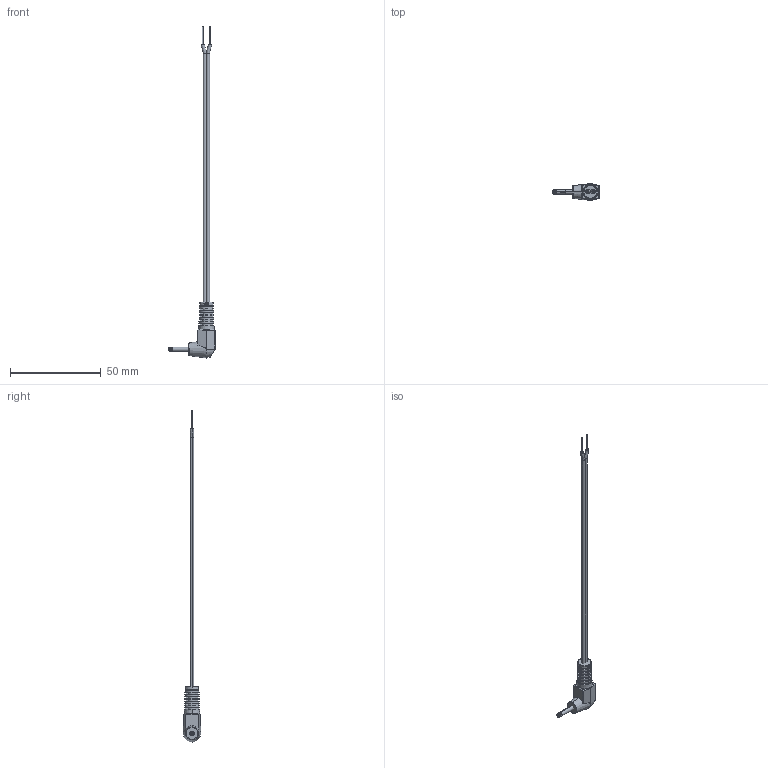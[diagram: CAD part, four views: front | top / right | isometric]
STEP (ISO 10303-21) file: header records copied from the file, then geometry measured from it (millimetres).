
FILE_DESCRIPTION (( 'STEP AP203' ), '1' );
FILE_NAME ('053-0195R.step', '2016-09-15T23:10:09', ( '' ), ( '' ), 'SwSTEP 2.0', 'SolidWorks 2015', '' );
FILE_SCHEMA (( 'CONFIG_CONTROL_DESIGN' ));
Length unit declared in the file: millimetre
Products named in the file (8): 30-00003_stripped and tinned; 24-00074; CV40-151-238; 50-00385; 23507TV193-1M00-01-ET02; 50-00385 part 1; DF07-118-4A; 053-0195R
Assembly tree (7 placements, depth 3):
  053-0195R
    30-00003_stripped and tinned
    24-00074
    50-00385
      CV40-151-238
      DF07-118-4A
      50-00385 part 1
      23507TV193-1M00-01-ET02
Bounding box: 25.5 x 9.59 x 183.19 mm (x, y, z)
Volume: 2903.3 mm3; surface area: 7378.1 mm2
Topology: 60 solids, 60 shells, 731 faces, 1709 edges, 1115 vertices
Faces by surface type: plane 294, cylinder 232, bspline 145, cone 55, torus 5
Entity records: 25214 total; most frequent: CARTESIAN_POINT 8506, ORIENTED_EDGE 3406, DIRECTION 2983, EDGE_CURVE 1703, AXIS2_PLACEMENT_3D 1142, VERTEX_POINT 1115, EDGE_LOOP 810, FACE_OUTER_BOUND 731
